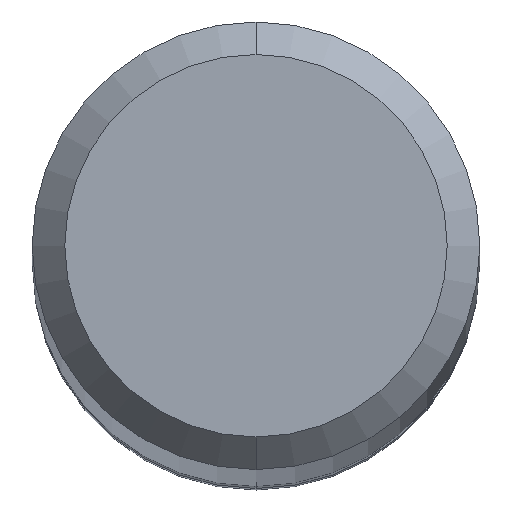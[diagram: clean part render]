
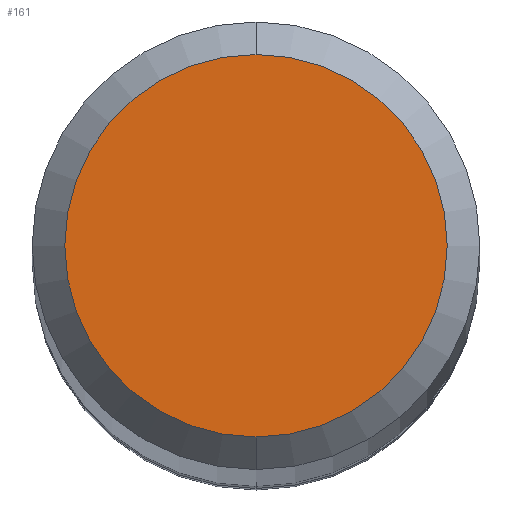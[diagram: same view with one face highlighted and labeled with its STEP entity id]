
A CAD part, top view. The second image highlights one B-rep face of the part: STEP entity #161.
In plain terms, the highlighted planar face has unit normal (0, 0, 1).
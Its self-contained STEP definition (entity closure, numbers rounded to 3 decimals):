
#161=ADVANCED_FACE('',(#395),#396,.T.);
#167=VERTEX_POINT('',#403);
#175=EDGE_CURVE('',#305,#167,#413,.T.);
#221=EDGE_CURVE('',#167,#305,#463,.T.);
#305=VERTEX_POINT('',#559);
#395=FACE_OUTER_BOUND('',#655,.T.);
#396=PLANE('',#656);
#403=CARTESIAN_POINT('',(0.0,2.35,0.0));
#413=CIRCLE('',#677,2.35);
#463=CIRCLE('',#746,2.35);
#559=CARTESIAN_POINT('',(0.,-2.35,0.0));
#655=EDGE_LOOP('',(#967,#968));
#656=AXIS2_PLACEMENT_3D('',#969,#970,#971);
#677=AXIS2_PLACEMENT_3D('',#1000,#1001,#1002);
#746=AXIS2_PLACEMENT_3D('',#1061,#1062,#1063);
#967=ORIENTED_EDGE('',*,*,#221,.F.);
#968=ORIENTED_EDGE('',*,*,#175,.F.);
#969=CARTESIAN_POINT('',(0.0,1.175,0.0));
#970=DIRECTION('',(-0.0,0.0,1.0));
#971=DIRECTION('',(0.0,-1.0,0.0));
#1000=CARTESIAN_POINT('',(0.0,0.0,0.0));
#1001=DIRECTION('',(0.0,0.0,-1.0));
#1002=DIRECTION('',(0.0,1.0,0.0));
#1061=CARTESIAN_POINT('',(0.0,0.0,0.0));
#1062=DIRECTION('',(0.0,0.0,-1.0));
#1063=DIRECTION('',(0.0,1.0,0.0));
